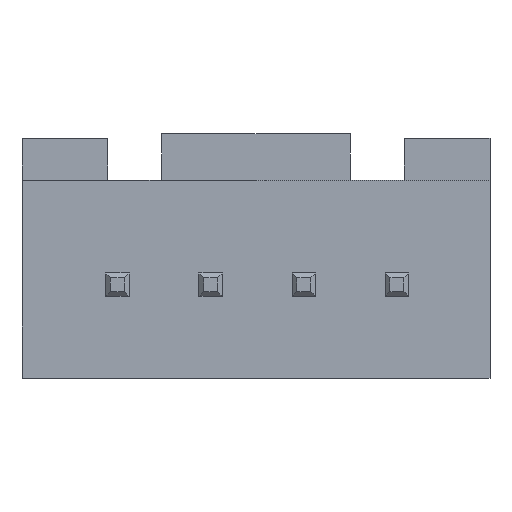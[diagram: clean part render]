
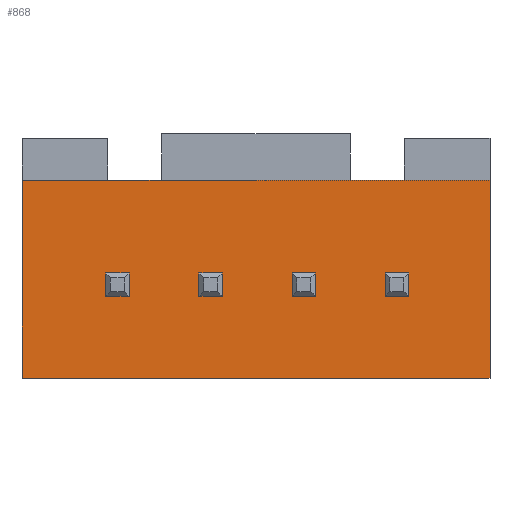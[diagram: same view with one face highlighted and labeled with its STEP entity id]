
A CAD part, front view. The second image highlights one B-rep face of the part: STEP entity #868.
In plain terms, the highlighted planar face has unit normal (0, -1, 0).
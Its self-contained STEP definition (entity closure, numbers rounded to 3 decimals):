
#44=FACE_OUTER_BOUND('',#91,.T.);
#91=EDGE_LOOP('',(#608,#609,#610,#611));
#136=LINE('',#1232,#257);
#157=LINE('',#1274,#278);
#160=LINE('',#1280,#281);
#161=LINE('',#1281,#282);
#257=VECTOR('',#999,1000.);
#278=VECTOR('',#1028,1000.);
#281=VECTOR('',#1033,1000.);
#282=VECTOR('',#1034,1000.);
#378=VERTEX_POINT('',#1229);
#379=VERTEX_POINT('',#1231);
#396=VERTEX_POINT('',#1272);
#398=VERTEX_POINT('',#1279);
#456=EDGE_CURVE('',#379,#378,#136,.T.);
#477=EDGE_CURVE('',#378,#396,#157,.T.);
#480=EDGE_CURVE('',#398,#396,#160,.T.);
#481=EDGE_CURVE('',#379,#398,#161,.T.);
#608=ORIENTED_EDGE('',*,*,#480,.F.);
#609=ORIENTED_EDGE('',*,*,#481,.F.);
#610=ORIENTED_EDGE('',*,*,#456,.T.);
#611=ORIENTED_EDGE('',*,*,#477,.T.);
#821=PLANE('',#942);
#868=ADVANCED_FACE('',(#44),#821,.F.);
#942=AXIS2_PLACEMENT_3D('',#1278,#1031,#1032);
#999=DIRECTION('',(1.,0.,0.));
#1028=DIRECTION('',(0.,0.,1.));
#1031=DIRECTION('center_axis',(0.,1.,0.));
#1032=DIRECTION('ref_axis',(0.,0.,1.));
#1033=DIRECTION('',(1.,0.,0.));
#1034=DIRECTION('',(0.,0.,1.));
#1229=CARTESIAN_POINT('',(5.558,0.,-2.89));
#1231=CARTESIAN_POINT('',(-4.492,0.,-2.89));
#1232=CARTESIAN_POINT('',(-4.492,0.,-2.89));
#1272=CARTESIAN_POINT('',(5.558,0.,1.36));
#1274=CARTESIAN_POINT('',(5.558,0.,-2.89));
#1278=CARTESIAN_POINT('Origin',(0.,0.,0.));
#1279=CARTESIAN_POINT('',(-4.492,0.,1.36));
#1280=CARTESIAN_POINT('',(0.,0.,1.36));
#1281=CARTESIAN_POINT('',(-4.492,0.,0.));
